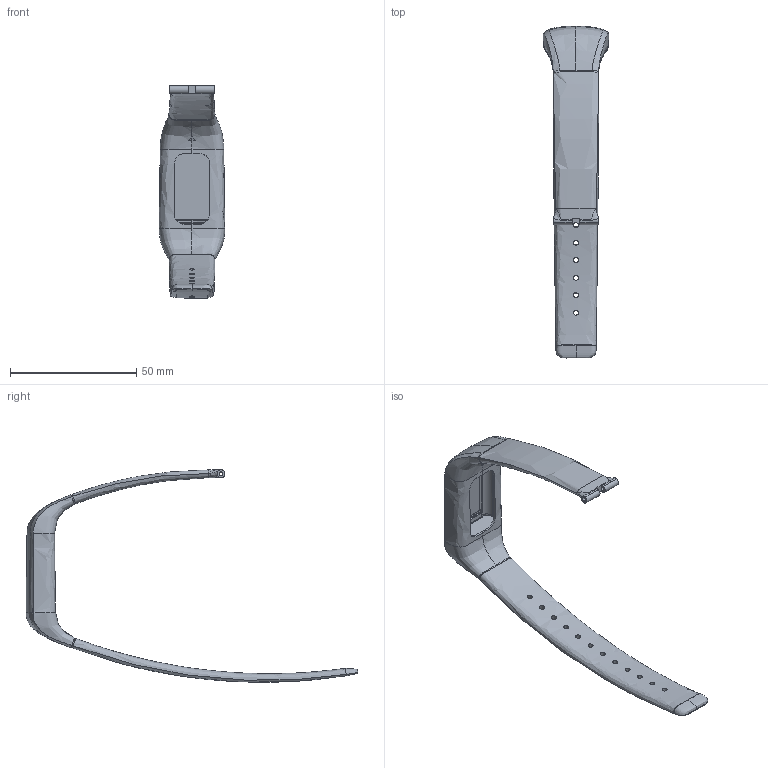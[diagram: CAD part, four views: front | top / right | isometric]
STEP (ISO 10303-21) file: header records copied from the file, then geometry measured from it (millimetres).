
FILE_DESCRIPTION (( 'STEP AP203' ), '1' );
FILE_NAME ('watch band (LED iteration 0.5mm wall thickness) 18MM 11.03.14.STEP', '2014-03-10T23:14:48', ( '' ), ( '' ), 'SwSTEP 2.0', 'SolidWorks 2013', '' );
FILE_SCHEMA (( 'CONFIG_CONTROL_DESIGN' ));
Length unit declared in the file: millimetre
Products named in the file (1): watch band (LED iteration 0.5mm wall thickness) 18MM 11.03.14
Bounding box: 25.97 x 131.5 x 84.18 mm (x, y, z)
Volume: 16539.2 mm3; surface area: 13096.4 mm2
Topology: 2 solids, 2 shells, 261 faces, 764 edges, 502 vertices
Faces by surface type: bspline 186, cylinder 36, plane 36, torus 3
Entity records: 25031 total; most frequent: CARTESIAN_POINT 19583, ORIENTED_EDGE 1516, EDGE_CURVE 758, VERTEX_POINT 502, B_SPLINE_CURVE_WITH_KNOTS 502, DIRECTION 470, EDGE_LOOP 290, ADVANCED_FACE 261
